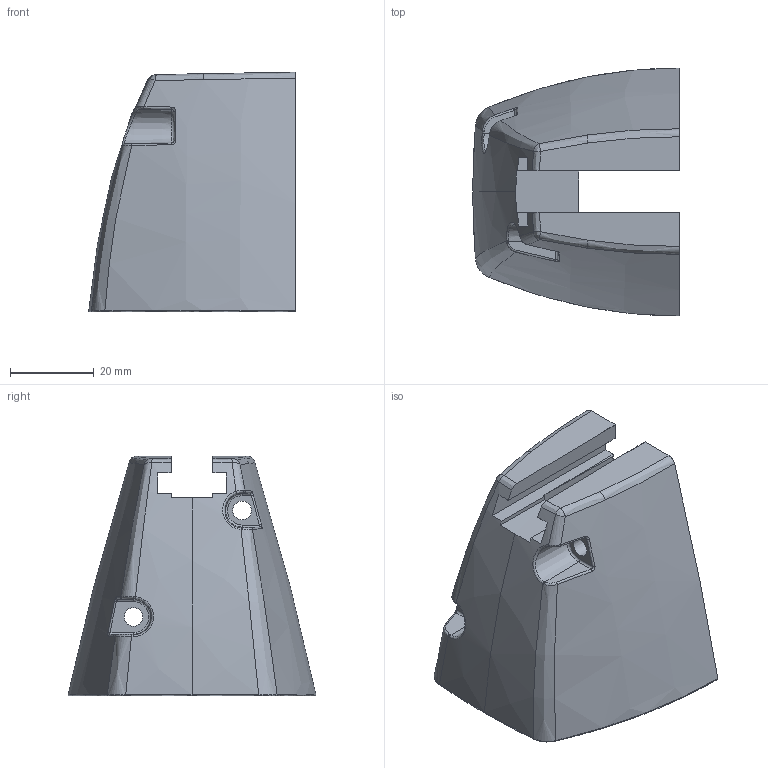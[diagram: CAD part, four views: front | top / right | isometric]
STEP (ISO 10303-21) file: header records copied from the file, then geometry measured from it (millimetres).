
FILE_DESCRIPTION( ( '' ), ' ' );
FILE_NAME( '5858eb4f112be6126affa65c.step', '2016-12-20T08:26:56', ( '' ), ( '' ), ' ', ' ', ' ' );
FILE_SCHEMA( ( 'AUTOMOTIVE_DESIGN { 1 0 10303 214 1 1 1 1 }' ) );
Length unit declared in the file: metre
Products named in the file (1): Gripper Housing B
Bounding box: 49.41 x 59.32 x 57.4 mm (x, y, z)
Volume: 23178.1 mm3; surface area: 21692.6 mm2
Topology: 1 solids, 1 shells, 463 faces, 1150 edges, 675 vertices
Faces by surface type: bspline 242, revolution 75, cylinder 57, plane 56, cone 33
Full cylindrical faces by diameter (mm): 2.5 x4, 3 x2, 3.3 x4
Entity records: 24368 total; most frequent: CARTESIAN_POINT 12532, ORIENTED_EDGE 2122, EDGE_CURVE 1061, DIRECTION 971, VERTEX_POINT 647, B_SPLINE_CURVE_WITH_KNOTS 592, EDGE_LOOP 509, FACE_OUTER_BOUND 486
